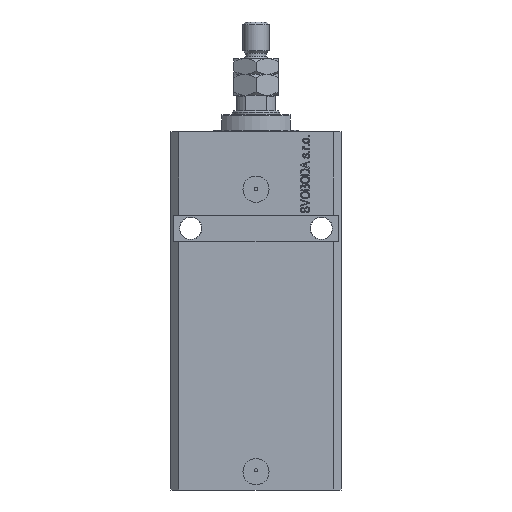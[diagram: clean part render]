
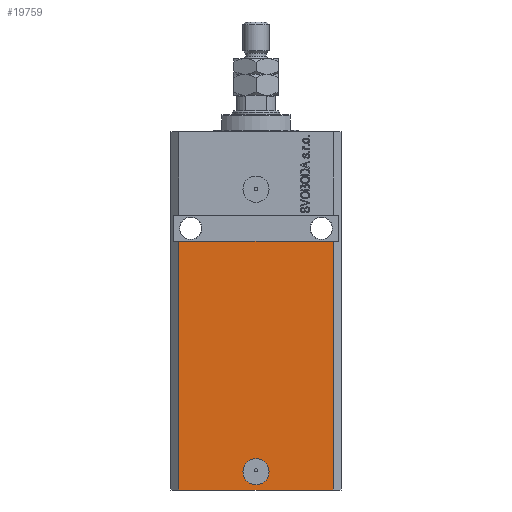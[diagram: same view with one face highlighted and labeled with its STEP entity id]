
A CAD part, front view. The second image highlights one B-rep face of the part: STEP entity #19759.
In plain terms, the highlighted planar face has unit normal (0, -1, 0).
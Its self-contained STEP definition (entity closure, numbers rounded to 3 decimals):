
#696 = CARTESIAN_POINT ( 'NONE',  ( -29.5, -22.5, -137. ) ) ;
#917 = ORIENTED_EDGE ( 'NONE', *, *, #46314, .T. ) ;
#1333 = CARTESIAN_POINT ( 'NONE',  ( 29.5, -22.5, -42. ) ) ;
#2618 = DIRECTION ( 'NONE',  ( 1., 0., 0. ) ) ;
#3953 = VERTEX_POINT ( 'NONE', #9459 ) ;
#4052 = EDGE_CURVE ( 'NONE', #44629, #43333, #37598, .T. ) ;
#4359 = VECTOR ( 'NONE', #9243, 1000. ) ;
#6476 = FACE_BOUND ( 'NONE', #21383, .T. ) ;
#6927 = PLANE ( 'NONE',  #28315 ) ;
#8237 = EDGE_CURVE ( 'NONE', #3953, #27628, #26619, .T. ) ;
#9243 = DIRECTION ( 'NONE',  ( 0., 0., 1. ) ) ;
#9459 = CARTESIAN_POINT ( 'NONE',  ( -29.5, -22.5, -42. ) ) ;
#10239 = CARTESIAN_POINT ( 'NONE',  ( -29.5, -22.5, -137. ) ) ;
#10530 = EDGE_CURVE ( 'NONE', #29691, #3953, #24694, .T. ) ;
#10569 = DIRECTION ( 'NONE',  ( 0., 0., 1. ) ) ;
#12030 = CARTESIAN_POINT ( 'NONE',  ( -32.5, -22.5, -42. ) ) ;
#12781 = LINE ( 'NONE', #41899, #4359 ) ;
#13076 = DIRECTION ( 'NONE',  ( 0., -1., 0. ) ) ;
#15813 = ORIENTED_EDGE ( 'NONE', *, *, #4052, .F. ) ;
#16756 = DIRECTION ( 'NONE',  ( 0., -1., 0. ) ) ;
#18304 = DIRECTION ( 'NONE',  ( 1., 0., 0. ) ) ;
#19759 = ADVANCED_FACE ( 'NONE', ( #6476, #35166 ), #6927, .T. ) ;
#21146 = ORIENTED_EDGE ( 'NONE', *, *, #10530, .F. ) ;
#21383 = EDGE_LOOP ( 'NONE', ( #15813, #32568 ) ) ;
#21956 = AXIS2_PLACEMENT_3D ( 'NONE', #36630, #40152, #18304 ) ;
#22758 = CARTESIAN_POINT ( 'NONE',  ( -29.5, -22.5, -137. ) ) ;
#22837 = DIRECTION ( 'NONE',  ( 1., 0., 0. ) ) ;
#24116 = AXIS2_PLACEMENT_3D ( 'NONE', #41434, #16756, #2618 ) ;
#24694 = LINE ( 'NONE', #35495, #41551 ) ;
#24844 = CARTESIAN_POINT ( 'NONE',  ( 5., -22.5, -130. ) ) ;
#25367 = ORIENTED_EDGE ( 'NONE', *, *, #8237, .F. ) ;
#26619 = LINE ( 'NONE', #12030, #45978 ) ;
#27442 = EDGE_CURVE ( 'NONE', #43333, #44629, #32441, .T. ) ;
#27628 = VERTEX_POINT ( 'NONE', #1333 ) ;
#28315 = AXIS2_PLACEMENT_3D ( 'NONE', #10239, #13076, #45275 ) ;
#29691 = VERTEX_POINT ( 'NONE', #22758 ) ;
#29886 = LINE ( 'NONE', #696, #37384 ) ;
#31862 = VERTEX_POINT ( 'NONE', #43534 ) ;
#32441 = CIRCLE ( 'NONE', #21956, 5. ) ;
#32568 = ORIENTED_EDGE ( 'NONE', *, *, #27442, .F. ) ;
#35166 = FACE_OUTER_BOUND ( 'NONE', #39852, .T. ) ;
#35495 = CARTESIAN_POINT ( 'NONE',  ( -29.5, -22.5, -137. ) ) ;
#36630 = CARTESIAN_POINT ( 'NONE',  ( 0., -22.5, -130. ) ) ;
#37384 = VECTOR ( 'NONE', #22837, 1000. ) ;
#37416 = DIRECTION ( 'NONE',  ( 1., 0., 0. ) ) ;
#37598 = CIRCLE ( 'NONE', #24116, 5. ) ;
#39852 = EDGE_LOOP ( 'NONE', ( #25367, #21146, #917, #41369 ) ) ;
#40152 = DIRECTION ( 'NONE',  ( 0., -1., 0. ) ) ;
#41369 = ORIENTED_EDGE ( 'NONE', *, *, #46087, .T. ) ;
#41434 = CARTESIAN_POINT ( 'NONE',  ( 0., -22.5, -130. ) ) ;
#41551 = VECTOR ( 'NONE', #10569, 1000. ) ;
#41899 = CARTESIAN_POINT ( 'NONE',  ( 29.5, -22.5, -137. ) ) ;
#43333 = VERTEX_POINT ( 'NONE', #46245 ) ;
#43534 = CARTESIAN_POINT ( 'NONE',  ( 29.5, -22.5, -137. ) ) ;
#44629 = VERTEX_POINT ( 'NONE', #24844 ) ;
#45275 = DIRECTION ( 'NONE',  ( 1., 0., 0. ) ) ;
#45978 = VECTOR ( 'NONE', #37416, 1000. ) ;
#46087 = EDGE_CURVE ( 'NONE', #31862, #27628, #12781, .T. ) ;
#46245 = CARTESIAN_POINT ( 'NONE',  ( -5., -22.5, -130. ) ) ;
#46314 = EDGE_CURVE ( 'NONE', #29691, #31862, #29886, .T. ) ;
